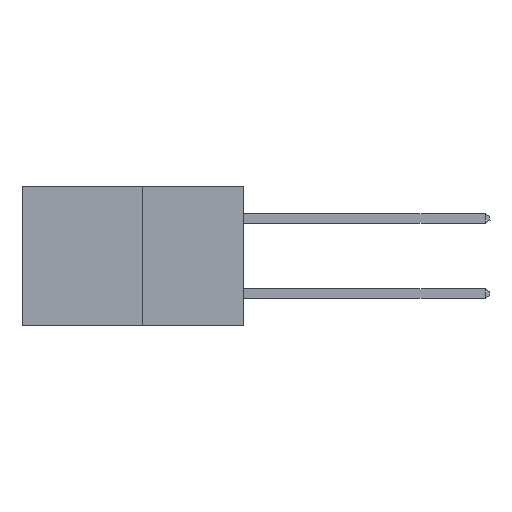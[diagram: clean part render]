
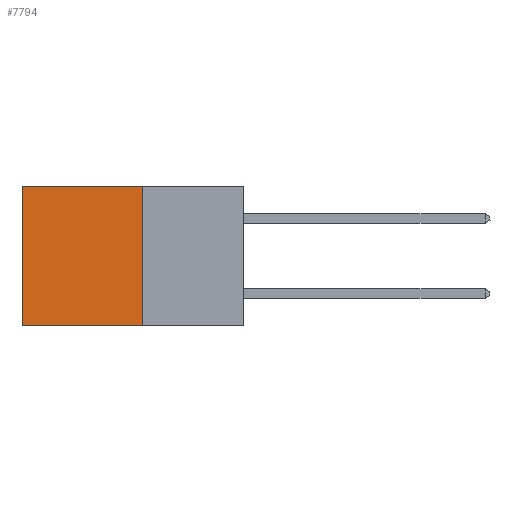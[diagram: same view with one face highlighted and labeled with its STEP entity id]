
A CAD part, left-side view. The second image highlights one B-rep face of the part: STEP entity #7794.
In plain terms, the highlighted planar face has unit normal (-1, 0, 0).
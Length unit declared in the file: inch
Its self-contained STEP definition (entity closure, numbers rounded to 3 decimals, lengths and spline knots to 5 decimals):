
#326 = ORIENTED_EDGE ( 'NONE', *, *, #7095, .F. ) ;
#348 = CARTESIAN_POINT ( 'NONE',  ( 0.277, 0.27, -0.37 ) ) ;
#502 = VERTEX_POINT ( 'NONE', #7620 ) ;
#992 = CARTESIAN_POINT ( 'NONE',  ( 0.277, 0.27, -0.37 ) ) ;
#1147 = VECTOR ( 'NONE', #7694, 39.37008 ) ;
#1152 = DIRECTION ( 'NONE',  ( 0., 1., 0. ) ) ;
#1294 = VECTOR ( 'NONE', #7235, 39.37008 ) ;
#1852 = VERTEX_POINT ( 'NONE', #4510 ) ;
#1987 = VECTOR ( 'NONE', #2828, 39.37008 ) ;
#2159 = CARTESIAN_POINT ( 'NONE',  ( 0.277, 0.27, 0. ) ) ;
#2395 = CARTESIAN_POINT ( 'NONE',  ( 0.277, 0.59, 0. ) ) ;
#2651 = EDGE_CURVE ( 'NONE', #502, #8172, #9798, .T. ) ;
#2828 = DIRECTION ( 'NONE',  ( 0., 1., 0. ) ) ;
#2986 = DIRECTION ( 'NONE',  ( 0., 0., -1. ) ) ;
#3007 = DIRECTION ( 'NONE',  ( 1., 0., 0. ) ) ;
#3592 = PLANE ( 'NONE',  #4888 ) ;
#3608 = VERTEX_POINT ( 'NONE', #348 ) ;
#3648 = CARTESIAN_POINT ( 'NONE',  ( 0.277, 0.27, -0.37 ) ) ;
#4510 = CARTESIAN_POINT ( 'NONE',  ( 0.277, 0.59, -0.37 ) ) ;
#4717 = EDGE_LOOP ( 'NONE', ( #5652, #6560, #326, #9380 ) ) ;
#4888 = AXIS2_PLACEMENT_3D ( 'NONE', #3648, #3007, #2986 ) ;
#5527 = LINE ( 'NONE', #7036, #1147 ) ;
#5652 = ORIENTED_EDGE ( 'NONE', *, *, #8324, .T. ) ;
#6560 = ORIENTED_EDGE ( 'NONE', *, *, #10172, .F. ) ;
#7036 = CARTESIAN_POINT ( 'NONE',  ( 0.277, 0.59, -0.37 ) ) ;
#7095 = EDGE_CURVE ( 'NONE', #502, #3608, #7877, .T. ) ;
#7235 = DIRECTION ( 'NONE',  ( 0., 0., -1. ) ) ;
#7459 = VECTOR ( 'NONE', #1152, 39.37008 ) ;
#7620 = CARTESIAN_POINT ( 'NONE',  ( 0.277, 0.27, 0. ) ) ;
#7694 = DIRECTION ( 'NONE',  ( 0., 0., -1. ) ) ;
#7794 = ADVANCED_FACE ( 'NONE', ( #8501 ), #3592, .F. ) ;
#7877 = LINE ( 'NONE', #992, #1294 ) ;
#8172 = VERTEX_POINT ( 'NONE', #2395 ) ;
#8324 = EDGE_CURVE ( 'NONE', #8172, #1852, #5527, .T. ) ;
#8501 = FACE_OUTER_BOUND ( 'NONE', #4717, .T. ) ;
#8818 = LINE ( 'NONE', #9339, #1987 ) ;
#9339 = CARTESIAN_POINT ( 'NONE',  ( 0.277, 0.27, -0.37 ) ) ;
#9380 = ORIENTED_EDGE ( 'NONE', *, *, #2651, .T. ) ;
#9798 = LINE ( 'NONE', #2159, #7459 ) ;
#10172 = EDGE_CURVE ( 'NONE', #3608, #1852, #8818, .T. ) ;
